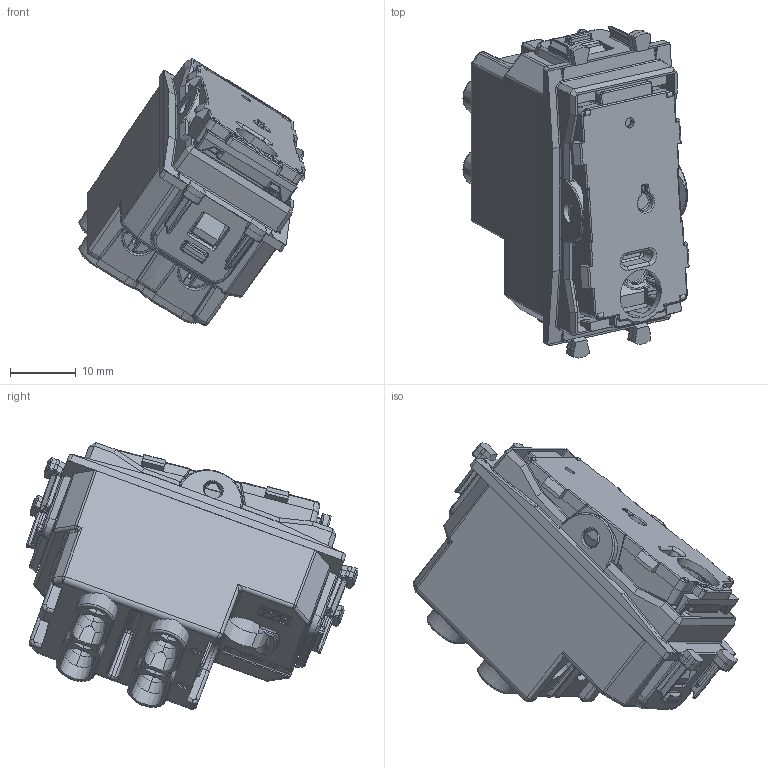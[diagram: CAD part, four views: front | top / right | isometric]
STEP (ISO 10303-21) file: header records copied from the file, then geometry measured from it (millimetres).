
FILE_DESCRIPTION(('CATIA V5 STEP Exchange'),'2;1');
FILE_NAME('441004ST.stp','2024-02-16T07:17:23+00:00',('none'),('none'),'CATIA Version 5-6 Release 2016 SP6','CATIA V5 STEP AP203','none');
FILE_SCHEMA(('CONFIG_CONTROL_DESIGN'));
Products named in the file (1): 441004ST
Assembly tree (17 placements, depth 2):
  441004ST
    #57
    #40546
    #47446
    #50608
    #53512
    #101549
    #135814  x2
    #137501  x4
    #139414  x4
    #140306
Bounding box: 34.5 x 50.64 x 40.69 mm (x, y, z)
Volume: 13177.4 mm3; surface area: 22422.2 mm2
Topology: 21 solids, 21 shells, 4072 faces, 10846 edges, 6687 vertices
Faces by surface type: plane 1902, cylinder 1211, bspline 449, cone 263, torus 126, sphere 95, extrusion 18, revolution 8
Entity records: 148559 total; most frequent: CARTESIAN_POINT 67414, ORIENTED_EDGE 19760, DIRECTION 11665, EDGE_CURVE 9880, VERTEX_POINT 6145, VECTOR 4892, LINE 4874, AXIS2_PLACEMENT_3D 4041
